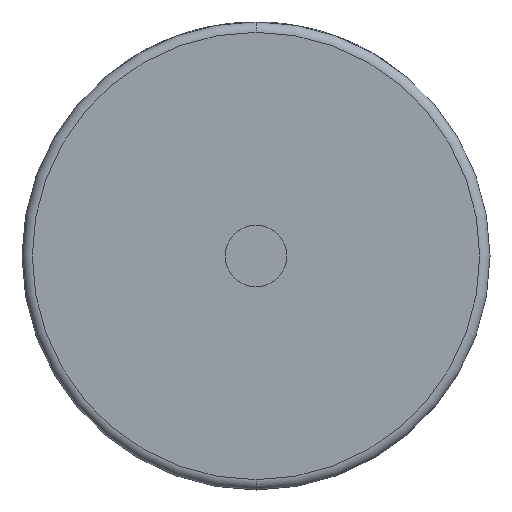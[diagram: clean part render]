
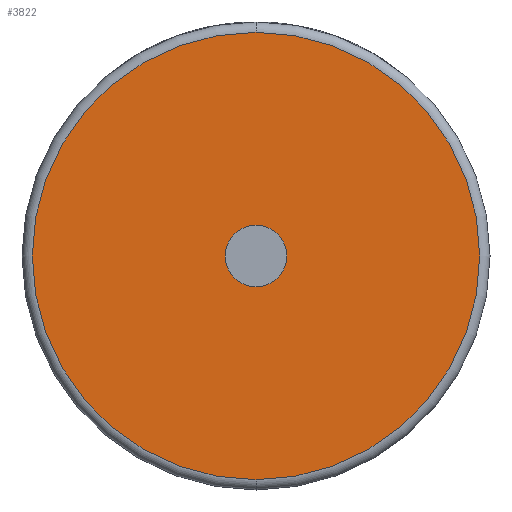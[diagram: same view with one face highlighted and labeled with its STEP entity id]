
A CAD part, front view. The second image highlights one B-rep face of the part: STEP entity #3822.
In plain terms, the highlighted planar face has unit normal (0, -1, 0).
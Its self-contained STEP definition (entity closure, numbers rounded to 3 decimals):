
#185 = FACE_OUTER_BOUND ( 'NONE', #766, .T. ) ;
#355 = ORIENTED_EDGE ( 'NONE', *, *, #4562, .F. ) ;
#482 = CARTESIAN_POINT ( 'NONE',  ( 0., 0., 0. ) ) ;
#497 = AXIS2_PLACEMENT_3D ( 'NONE', #1216, #2684, #3409 ) ;
#766 = EDGE_LOOP ( 'NONE', ( #3891, #4349 ) ) ;
#815 = AXIS2_PLACEMENT_3D ( 'NONE', #3485, #4516, #2378 ) ;
#993 = EDGE_CURVE ( 'NONE', #3180, #2934, #1515, .T. ) ;
#1095 = CARTESIAN_POINT ( 'NONE',  ( 0., 0., 0. ) ) ;
#1195 = CARTESIAN_POINT ( 'NONE',  ( 0., 0., 43.5 ) ) ;
#1216 = CARTESIAN_POINT ( 'NONE',  ( 0., 0., 0. ) ) ;
#1497 = AXIS2_PLACEMENT_3D ( 'NONE', #1095, #1826, #2905 ) ;
#1515 = CIRCLE ( 'NONE', #2961, 6. ) ;
#1595 = PLANE ( 'NONE',  #1497 ) ;
#1621 = DIRECTION ( 'NONE',  ( 0., -1., 0. ) ) ;
#1826 = DIRECTION ( 'NONE',  ( 0., 1., 0. ) ) ;
#1854 = CARTESIAN_POINT ( 'NONE',  ( 0., 0., 6. ) ) ;
#2023 = VERTEX_POINT ( 'NONE', #4595 ) ;
#2335 = DIRECTION ( 'NONE',  ( 0., 0., 1. ) ) ;
#2378 = DIRECTION ( 'NONE',  ( 0., 0., 1. ) ) ;
#2541 = FACE_BOUND ( 'NONE', #3578, .T. ) ;
#2684 = DIRECTION ( 'NONE',  ( 0., -1., 0. ) ) ;
#2905 = DIRECTION ( 'NONE',  ( 0., 0., 1. ) ) ;
#2934 = VERTEX_POINT ( 'NONE', #1854 ) ;
#2961 = AXIS2_PLACEMENT_3D ( 'NONE', #482, #4483, #2335 ) ;
#3101 = CIRCLE ( 'NONE', #815, 43.5 ) ;
#3180 = VERTEX_POINT ( 'NONE', #4666 ) ;
#3292 = VERTEX_POINT ( 'NONE', #1195 ) ;
#3409 = DIRECTION ( 'NONE',  ( 0., 0., 1. ) ) ;
#3485 = CARTESIAN_POINT ( 'NONE',  ( 0., 0., 0. ) ) ;
#3499 = CIRCLE ( 'NONE', #4561, 6. ) ;
#3538 = EDGE_CURVE ( 'NONE', #2023, #3292, #3101, .T. ) ;
#3578 = EDGE_LOOP ( 'NONE', ( #355, #3883 ) ) ;
#3822 = ADVANCED_FACE ( 'NONE', ( #185, #2541 ), #1595, .F. ) ;
#3883 = ORIENTED_EDGE ( 'NONE', *, *, #993, .F. ) ;
#3891 = ORIENTED_EDGE ( 'NONE', *, *, #4265, .T. ) ;
#4105 = CIRCLE ( 'NONE', #497, 43.5 ) ;
#4259 = CARTESIAN_POINT ( 'NONE',  ( 0., 0., 0. ) ) ;
#4265 = EDGE_CURVE ( 'NONE', #3292, #2023, #4105, .T. ) ;
#4349 = ORIENTED_EDGE ( 'NONE', *, *, #3538, .T. ) ;
#4483 = DIRECTION ( 'NONE',  ( 0., -1., 0. ) ) ;
#4507 = DIRECTION ( 'NONE',  ( 0., 0., 1. ) ) ;
#4516 = DIRECTION ( 'NONE',  ( 0., -1., 0. ) ) ;
#4561 = AXIS2_PLACEMENT_3D ( 'NONE', #4259, #1621, #4507 ) ;
#4562 = EDGE_CURVE ( 'NONE', #2934, #3180, #3499, .T. ) ;
#4595 = CARTESIAN_POINT ( 'NONE',  ( 0., 0., -43.5 ) ) ;
#4666 = CARTESIAN_POINT ( 'NONE',  ( 0., 0., -6. ) ) ;
